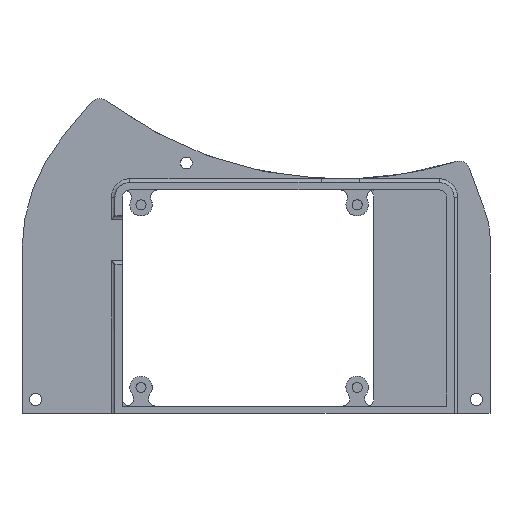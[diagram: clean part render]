
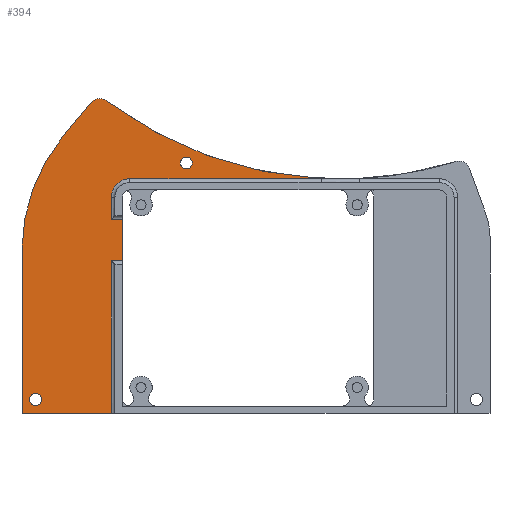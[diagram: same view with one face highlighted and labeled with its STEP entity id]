
A CAD part, front view. The second image highlights one B-rep face of the part: STEP entity #394.
In plain terms, the highlighted planar face has unit normal (0, -1, 0).
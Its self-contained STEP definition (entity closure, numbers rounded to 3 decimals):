
#93 = VERTEX_POINT('',#94);
#94 = CARTESIAN_POINT('',(-61.5,-39.,-109.));
#103 = VERTEX_POINT('',#104);
#104 = CARTESIAN_POINT('',(-61.5,-39.,-115.));
#111 = EDGE_CURVE('',#93,#103,#112,.T.);
#112 = LINE('',#113,#114);
#113 = CARTESIAN_POINT('',(-61.5,-39.,-109.));
#114 = VECTOR('',#115,1.);
#115 = DIRECTION('',(0.,0.,-1.));
#276 = VERTEX_POINT('',#277);
#277 = CARTESIAN_POINT('',(-58.5,-39.,-115.));
#284 = EDGE_CURVE('',#276,#285,#287,.T.);
#285 = VERTEX_POINT('',#286);
#286 = CARTESIAN_POINT('',(-58.5,-39.,-126.));
#287 = LINE('',#288,#289);
#288 = CARTESIAN_POINT('',(-58.5,-39.,-120.398));
#289 = VECTOR('',#290,1.);
#290 = DIRECTION('',(0.,0.,-1.));
#358 = EDGE_CURVE('',#103,#276,#359,.T.);
#359 = LINE('',#360,#361);
#360 = CARTESIAN_POINT('',(-60.5,-39.,-115.));
#361 = VECTOR('',#362,1.);
#362 = DIRECTION('',(1.,0.,0.));
#373 = VERTEX_POINT('',#374);
#374 = CARTESIAN_POINT('',(-56.5,-39.,-104.));
#381 = EDGE_CURVE('',#373,#93,#382,.T.);
#382 = CIRCLE('',#383,5.);
#383 = AXIS2_PLACEMENT_3D('',#384,#385,#386);
#384 = CARTESIAN_POINT('',(-56.5,-39.,-109.));
#385 = DIRECTION('',(0.,-1.,0.));
#386 = DIRECTION('',(0.,0.,1.));
#394 = ADVANCED_FACE('',(#395,#474,#485),#496,.F.);
#395 = FACE_BOUND('',#396,.F.);
#396 = EDGE_LOOP('',(#397,#407,#415,#424,#432,#441,#450,#456,#457,#458,
    #459,#460,#468));
#397 = ORIENTED_EDGE('',*,*,#398,.F.);
#398 = EDGE_CURVE('',#399,#401,#403,.T.);
#399 = VERTEX_POINT('',#400);
#400 = CARTESIAN_POINT('',(-85.437,-39.,-167.));
#401 = VERTEX_POINT('',#402);
#402 = CARTESIAN_POINT('',(-61.5,-39.,-167.));
#403 = LINE('',#404,#405);
#404 = CARTESIAN_POINT('',(-85.437,-39.,-167.));
#405 = VECTOR('',#406,1.);
#406 = DIRECTION('',(1.,0.,0.));
#407 = ORIENTED_EDGE('',*,*,#408,.T.);
#408 = EDGE_CURVE('',#399,#409,#411,.T.);
#409 = VERTEX_POINT('',#410);
#410 = CARTESIAN_POINT('',(-85.437,-39.,-123.171));
#411 = LINE('',#412,#413);
#412 = CARTESIAN_POINT('',(-85.437,-39.,-167.));
#413 = VECTOR('',#414,1.);
#414 = DIRECTION('',(0.,0.,1.));
#415 = ORIENTED_EDGE('',*,*,#416,.T.);
#416 = EDGE_CURVE('',#409,#417,#419,.T.);
#417 = VERTEX_POINT('',#418);
#418 = CARTESIAN_POINT('',(-74.338,-39.,-92.511));
#419 = CIRCLE('',#420,47.9);
#420 = AXIS2_PLACEMENT_3D('',#421,#422,#423);
#421 = CARTESIAN_POINT('',(-37.537,-39.,-123.171));
#422 = DIRECTION('',(0.,1.,0.));
#423 = DIRECTION('',(1.,0.,0.));
#424 = ORIENTED_EDGE('',*,*,#425,.T.);
#425 = EDGE_CURVE('',#417,#426,#428,.T.);
#426 = VERTEX_POINT('',#427);
#427 = CARTESIAN_POINT('',(-66.875,-39.,-83.553));
#428 = LINE('',#429,#430);
#429 = CARTESIAN_POINT('',(-74.338,-39.,-92.511));
#430 = VECTOR('',#431,1.);
#431 = DIRECTION('',(0.64,0.,0.768));
#432 = ORIENTED_EDGE('',*,*,#433,.T.);
#433 = EDGE_CURVE('',#426,#434,#436,.T.);
#434 = VERTEX_POINT('',#435);
#435 = CARTESIAN_POINT('',(-62.762,-39.,-83.079));
#436 = CIRCLE('',#437,3.);
#437 = AXIS2_PLACEMENT_3D('',#438,#439,#440);
#438 = CARTESIAN_POINT('',(-64.57,-39.,-85.473));
#439 = DIRECTION('',(0.,1.,0.));
#440 = DIRECTION('',(0.,0.,1.));
#441 = ORIENTED_EDGE('',*,*,#442,.F.);
#442 = EDGE_CURVE('',#443,#434,#445,.T.);
#443 = VERTEX_POINT('',#444);
#444 = CARTESIAN_POINT('',(-5.022,-39.,-104.));
#445 = CIRCLE('',#446,104.121);
#446 = AXIS2_PLACEMENT_3D('',#447,#448,#449);
#447 = CARTESIAN_POINT('',(0.,-39.,0.));
#448 = DIRECTION('',(0.,1.,0.));
#449 = DIRECTION('',(1.,0.,0.));
#450 = ORIENTED_EDGE('',*,*,#451,.T.);
#451 = EDGE_CURVE('',#443,#373,#452,.T.);
#452 = LINE('',#453,#454);
#453 = CARTESIAN_POINT('',(26.5,-39.,-104.));
#454 = VECTOR('',#455,1.);
#455 = DIRECTION('',(-1.,0.,0.));
#456 = ORIENTED_EDGE('',*,*,#381,.T.);
#457 = ORIENTED_EDGE('',*,*,#111,.T.);
#458 = ORIENTED_EDGE('',*,*,#358,.T.);
#459 = ORIENTED_EDGE('',*,*,#284,.T.);
#460 = ORIENTED_EDGE('',*,*,#461,.T.);
#461 = EDGE_CURVE('',#285,#462,#464,.T.);
#462 = VERTEX_POINT('',#463);
#463 = CARTESIAN_POINT('',(-61.5,-39.,-126.));
#464 = LINE('',#465,#466);
#465 = CARTESIAN_POINT('',(-58.5,-39.,-126.));
#466 = VECTOR('',#467,1.);
#467 = DIRECTION('',(-1.,0.,0.));
#468 = ORIENTED_EDGE('',*,*,#469,.T.);
#469 = EDGE_CURVE('',#462,#401,#470,.T.);
#470 = LINE('',#471,#472);
#471 = CARTESIAN_POINT('',(-61.5,-39.,-127.));
#472 = VECTOR('',#473,1.);
#473 = DIRECTION('',(0.,0.,-1.));
#474 = FACE_BOUND('',#475,.F.);
#475 = EDGE_LOOP('',(#476));
#476 = ORIENTED_EDGE('',*,*,#477,.T.);
#477 = EDGE_CURVE('',#478,#478,#480,.T.);
#478 = VERTEX_POINT('',#479);
#479 = CARTESIAN_POINT('',(-42.93,-39.,-99.779));
#480 = CIRCLE('',#481,1.6);
#481 = AXIS2_PLACEMENT_3D('',#482,#483,#484);
#482 = CARTESIAN_POINT('',(-41.33,-39.,-99.779));
#483 = DIRECTION('',(-0.,-1.,0.));
#484 = DIRECTION('',(-1.,0.,-0.));
#485 = FACE_BOUND('',#486,.F.);
#486 = EDGE_LOOP('',(#487));
#487 = ORIENTED_EDGE('',*,*,#488,.T.);
#488 = EDGE_CURVE('',#489,#489,#491,.T.);
#489 = VERTEX_POINT('',#490);
#490 = CARTESIAN_POINT('',(-83.387,-39.,-163.25));
#491 = CIRCLE('',#492,1.6);
#492 = AXIS2_PLACEMENT_3D('',#493,#494,#495);
#493 = CARTESIAN_POINT('',(-81.787,-39.,-163.25));
#494 = DIRECTION('',(-0.,-1.,0.));
#495 = DIRECTION('',(-1.,0.,-0.));
#496 = PLANE('',#497);
#497 = AXIS2_PLACEMENT_3D('',#498,#499,#500);
#498 = CARTESIAN_POINT('',(-23.922,-39.,-131.795));
#499 = DIRECTION('',(0.,1.,0.));
#500 = DIRECTION('',(1.,0.,0.));
